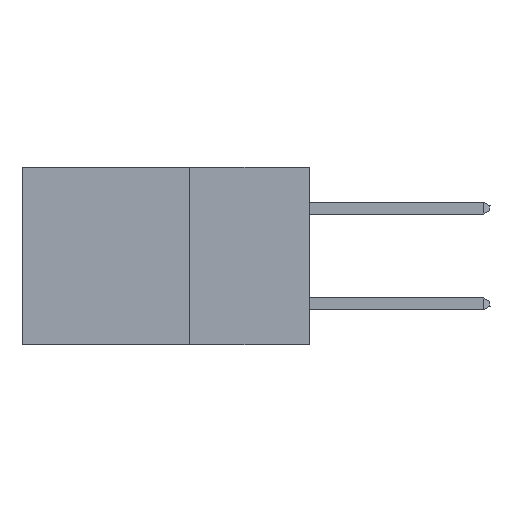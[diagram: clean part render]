
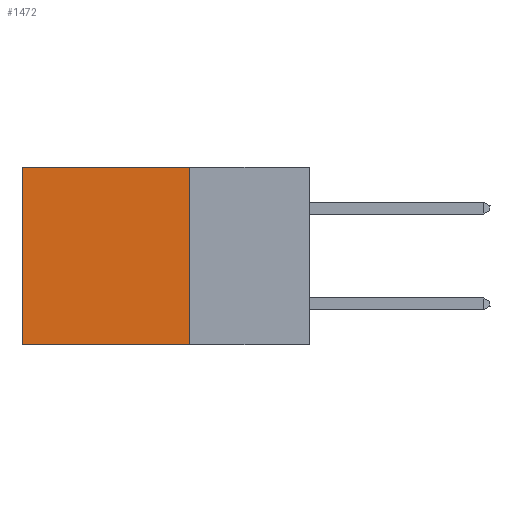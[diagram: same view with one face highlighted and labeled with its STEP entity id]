
A CAD part, left-side view. The second image highlights one B-rep face of the part: STEP entity #1472.
In plain terms, the highlighted planar face has unit normal (-1, 0, 0).
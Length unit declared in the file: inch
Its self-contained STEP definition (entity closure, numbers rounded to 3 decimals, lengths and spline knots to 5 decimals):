
#206 = DIRECTION ( 'NONE',  ( 1., 0., 0. ) ) ;
#1472 = ADVANCED_FACE ( 'NONE', ( #42941 ), #38616, .F. ) ;
#3751 = VECTOR ( 'NONE', #42657, 39.37008 ) ;
#3786 = EDGE_CURVE ( 'NONE', #36229, #41536, #4109, .T. ) ;
#4109 = LINE ( 'NONE', #26685, #40234 ) ;
#4681 = DIRECTION ( 'NONE',  ( 0., 1., 0. ) ) ;
#5599 = DIRECTION ( 'NONE',  ( 0., 0., -1. ) ) ;
#7074 = ORIENTED_EDGE ( 'NONE', *, *, #40812, .F. ) ;
#7372 = VECTOR ( 'NONE', #4681, 39.37008 ) ;
#7613 = CARTESIAN_POINT ( 'NONE',  ( 0.2875, 0.25, 0. ) ) ;
#11261 = AXIS2_PLACEMENT_3D ( 'NONE', #17603, #206, #24652 ) ;
#12029 = CARTESIAN_POINT ( 'NONE',  ( 0.2875, 0.25, -0.37 ) ) ;
#13890 = EDGE_CURVE ( 'NONE', #26878, #28501, #41617, .T. ) ;
#17603 = CARTESIAN_POINT ( 'NONE',  ( 0.2875, 0.25, 0. ) ) ;
#22750 = DIRECTION ( 'NONE',  ( 0., 0., -1. ) ) ;
#22789 = CARTESIAN_POINT ( 'NONE',  ( 0.2875, 0.25, -0.37 ) ) ;
#24652 = DIRECTION ( 'NONE',  ( 0., 0., -1. ) ) ;
#25764 = CARTESIAN_POINT ( 'NONE',  ( 0.2875, 0.6, -0.37 ) ) ;
#26685 = CARTESIAN_POINT ( 'NONE',  ( 0.2875, 0.25, 0. ) ) ;
#26878 = VERTEX_POINT ( 'NONE', #36846 ) ;
#26954 = ORIENTED_EDGE ( 'NONE', *, *, #44246, .T. ) ;
#27044 = CARTESIAN_POINT ( 'NONE',  ( 0.2875, 0.25, 0. ) ) ;
#27975 = ORIENTED_EDGE ( 'NONE', *, *, #3786, .F. ) ;
#28501 = VERTEX_POINT ( 'NONE', #25764 ) ;
#31736 = VECTOR ( 'NONE', #22750, 39.37008 ) ;
#33497 = ORIENTED_EDGE ( 'NONE', *, *, #13890, .T. ) ;
#36229 = VERTEX_POINT ( 'NONE', #27044 ) ;
#36846 = CARTESIAN_POINT ( 'NONE',  ( 0.2875, 0.6, 0. ) ) ;
#38616 = PLANE ( 'NONE',  #11261 ) ;
#40234 = VECTOR ( 'NONE', #5599, 39.37008 ) ;
#40812 = EDGE_CURVE ( 'NONE', #41536, #28501, #43007, .T. ) ;
#41310 = EDGE_LOOP ( 'NONE', ( #33497, #7074, #27975, #26954 ) ) ;
#41536 = VERTEX_POINT ( 'NONE', #22789 ) ;
#41617 = LINE ( 'NONE', #44073, #31736 ) ;
#42089 = LINE ( 'NONE', #7613, #3751 ) ;
#42657 = DIRECTION ( 'NONE',  ( 0., 1., 0. ) ) ;
#42941 = FACE_OUTER_BOUND ( 'NONE', #41310, .T. ) ;
#43007 = LINE ( 'NONE', #12029, #7372 ) ;
#44073 = CARTESIAN_POINT ( 'NONE',  ( 0.2875, 0.6, 0. ) ) ;
#44246 = EDGE_CURVE ( 'NONE', #36229, #26878, #42089, .T. ) ;
